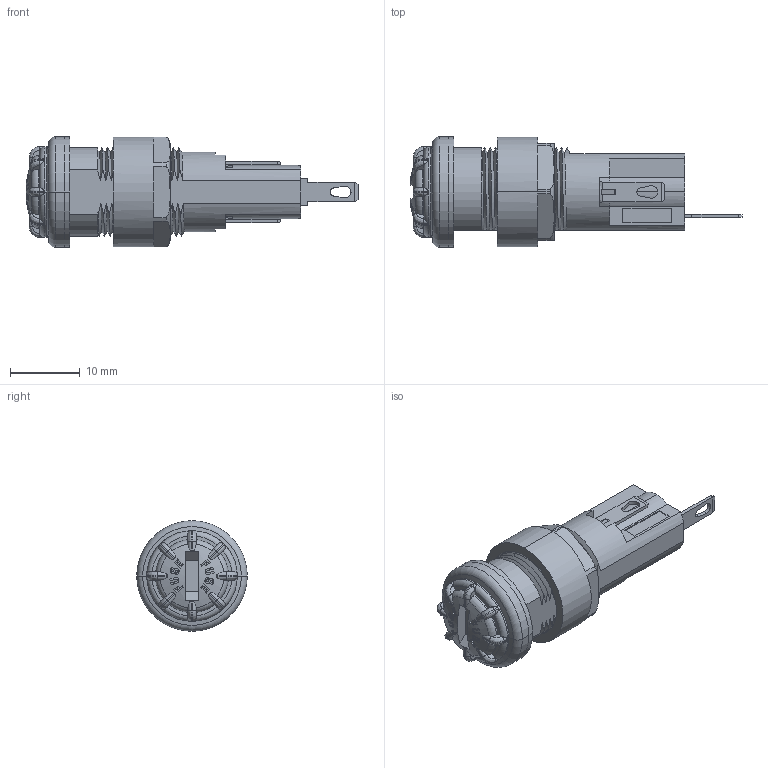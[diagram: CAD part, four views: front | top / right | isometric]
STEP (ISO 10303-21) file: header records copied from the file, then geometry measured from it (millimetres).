
FILE_DESCRIPTION(('STEP AP242'),'1');
FILE_NAME('fx0462.stp','2023-04-27T11:33:38',('TraceParts'),('TraceParts S.A.'),'Spatial InterOp 3D',' ',' ');
FILE_SCHEMA(('AP242_MANAGED_MODEL_BASED_3D_ENGINEERING_MIM_LF {1 0 10303 442 1 1 4}'));
Length unit declared in the file: millimetre
Products named in the file (1): fx0462_1
Bounding box: 47.68 x 15.88 x 15.88 mm (x, y, z)
Volume: 2816.6 mm3; surface area: 5666.9 mm2
Topology: 7 solids, 7 shells, 620 faces, 1656 edges, 1065 vertices
Faces by surface type: plane 263, cylinder 178, bspline 80, extrusion 52, torus 39, cone 6, sphere 2
Entity records: 29918 total; most frequent: CARTESIAN_POINT 15315, ORIENTED_EDGE 3312, DIRECTION 2581, EDGE_CURVE 1656, VERTEX_POINT 1065, AXIS2_PLACEMENT_3D 885, VECTOR 811, LINE 759
